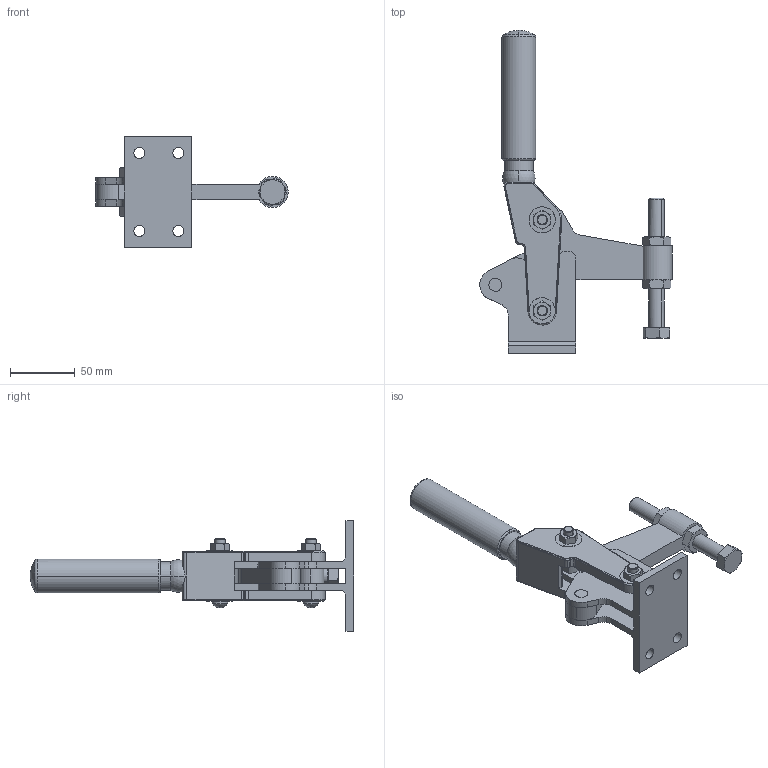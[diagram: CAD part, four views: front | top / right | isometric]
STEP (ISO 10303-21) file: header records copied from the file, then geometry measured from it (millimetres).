
FILE_DESCRIPTION(('CATIA V5 STEP Exchange'),'2;1');
FILE_NAME('MODULSPANNER_TS_V_HD_1300_SB_357829.stp','2018-08-16T12:00:37+00:00',('none'),('none'),'CATIA Version 5 Release 19 SP 9 (IN-10)','CATIA V5 STEP AP214','none');
FILE_SCHEMA(('AUTOMOTIVE_DESIGN { 1 0 10303 214 1 1 1 1 }'));
Length unit declared in the file: millimetre
Products named in the file (1): MODULSPANNER_TS_V_HD_1300_SB_357829
Bounding box: 147.99 x 248.92 x 85 mm (x, y, z)
Volume: 274855 mm3; surface area: 66767.5 mm2
Topology: 1 solids, 3 shells, 349 faces, 932 edges, 597 vertices
Faces by surface type: cylinder 145, plane 108, cone 60, torus 26, sphere 10
Entity records: 12062 total; most frequent: CARTESIAN_POINT 3814, ORIENTED_EDGE 1856, DIRECTION 1373, EDGE_CURVE 928, AXIS2_PLACEMENT_3D 664, VERTEX_POINT 595, EDGE_LOOP 379, VECTOR 371
